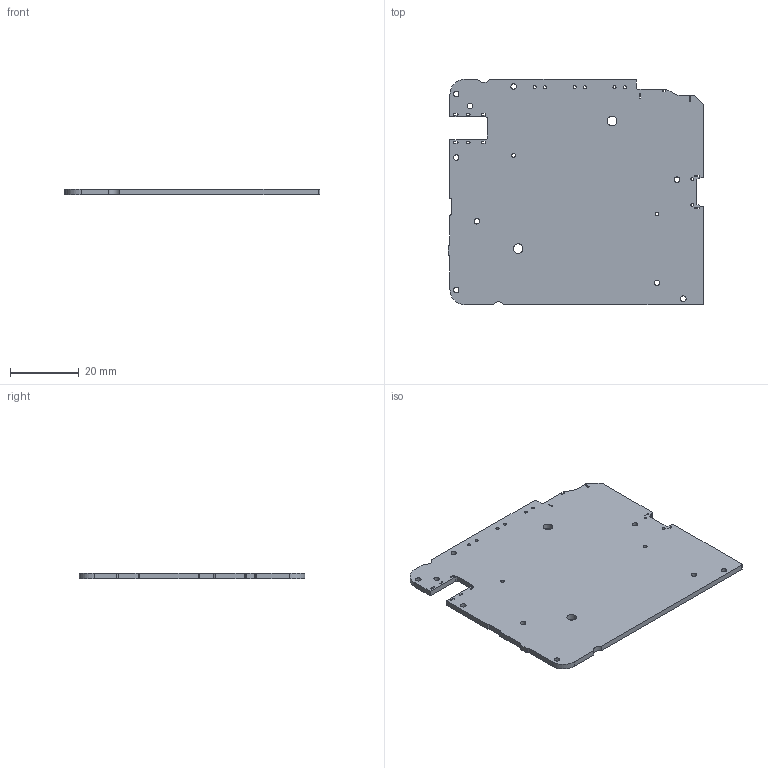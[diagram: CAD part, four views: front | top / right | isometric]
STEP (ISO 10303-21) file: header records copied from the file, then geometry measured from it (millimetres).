
FILE_DESCRIPTION(('KiCad electronic assembly'),'2;1');
FILE_NAME('librem5_mainboard_1.0.X.step','2024-07-15T17:57:15',('Pcbnew' ),('Kicad'),'Open CASCADE STEP processor 7.6', 'KiCad to STEP converter','Unknown');
FILE_SCHEMA(('AUTOMOTIVE_DESIGN { 1 0 10303 214 1 1 1 1 }'));
Length unit declared in the file: millimetre
Products named in the file (2): librem5_mainboard_1.0.X 1; librem5_mainboard_PCB
Assembly tree (1 placements, depth 2):
  librem5_mainboard_1.0.X 1
    librem5_mainboard_PCB
Bounding box: 74.3 x 65.6 x 1.6 mm (x, y, z)
Volume: 7386.7 mm3; surface area: 9912.5 mm2
Topology: 1 solids, 1 shells, 117 faces, 345 edges, 230 vertices
Faces by surface type: cylinder 66, plane 51
Full cylindrical faces by diameter (mm): 0.8 x2, 0.9 x6, 1.1 x2, 1.6 x9, 2.8 x2
Entity records: 4116 total; most frequent: DIRECTION 715, CARTESIAN_POINT 694, ORIENTED_EDGE 690, EDGE_CURVE 345, AXIS2_PLACEMENT_3D 251, VERTEX_POINT 230, LINE 213, VECTOR 213
